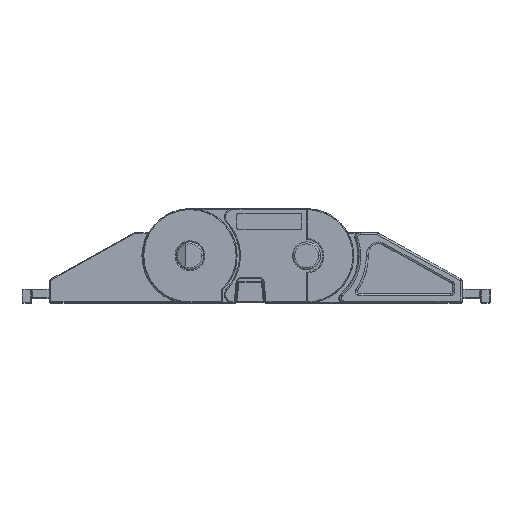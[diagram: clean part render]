
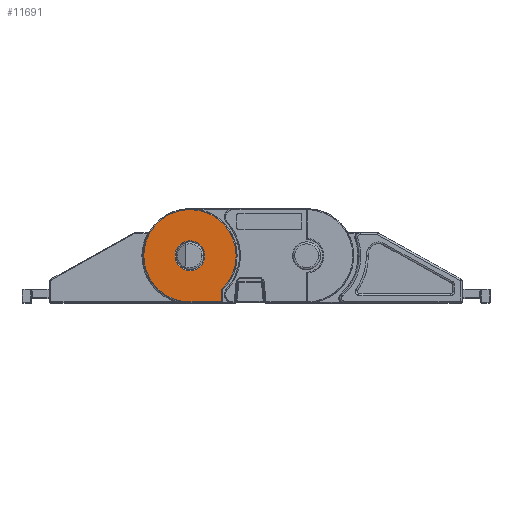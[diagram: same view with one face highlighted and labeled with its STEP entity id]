
A CAD part, top view. The second image highlights one B-rep face of the part: STEP entity #11691.
In plain terms, the highlighted planar face has unit normal (0, 0, 1).
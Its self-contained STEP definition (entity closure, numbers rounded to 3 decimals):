
#274 = VECTOR ( 'NONE', #8049, 1000. ) ;
#750 = DIRECTION ( 'NONE',  ( 0., 0., -1. ) ) ;
#804 = DIRECTION ( 'NONE',  ( 1., 0., 0. ) ) ;
#862 = CIRCLE ( 'NONE', #11433, 3.2 ) ;
#1080 = AXIS2_PLACEMENT_3D ( 'NONE', #23218, #10426, #20874 ) ;
#1242 = EDGE_CURVE ( 'NONE', #5322, #2828, #17759, .T. ) ;
#1277 = CARTESIAN_POINT ( 'NONE',  ( -12.6, 0., 27.9 ) ) ;
#1926 = VERTEX_POINT ( 'NONE', #10628 ) ;
#2166 = ORIENTED_EDGE ( 'NONE', *, *, #5586, .T. ) ;
#2198 = AXIS2_PLACEMENT_3D ( 'NONE', #1277, #17941, #9802 ) ;
#2335 = EDGE_CURVE ( 'NONE', #4424, #13091, #20012, .T. ) ;
#2367 = CARTESIAN_POINT ( 'NONE',  ( -5.8, -7.195, 27.9 ) ) ;
#2828 = VERTEX_POINT ( 'NONE', #12115 ) ;
#3067 = VERTEX_POINT ( 'NONE', #4749 ) ;
#3084 = ORIENTED_EDGE ( 'NONE', *, *, #22780, .T. ) ;
#3739 = CARTESIAN_POINT ( 'NONE',  ( -2.7, 0., 27.9 ) ) ;
#4424 = VERTEX_POINT ( 'NONE', #2367 ) ;
#4749 = CARTESIAN_POINT ( 'NONE',  ( -5.8, -9.9, 27.9 ) ) ;
#4869 = DIRECTION ( 'NONE',  ( 1., 0., 0. ) ) ;
#5322 = VERTEX_POINT ( 'NONE', #12272 ) ;
#5487 = VERTEX_POINT ( 'NONE', #11140 ) ;
#5586 = EDGE_CURVE ( 'NONE', #5487, #1926, #862, .T. ) ;
#5902 = LINE ( 'NONE', #14291, #274 ) ;
#6164 = AXIS2_PLACEMENT_3D ( 'NONE', #8951, #21804, #4869 ) ;
#6380 = EDGE_CURVE ( 'NONE', #2828, #3067, #16524, .T. ) ;
#6884 = EDGE_CURVE ( 'NONE', #13091, #5322, #23829, .T. ) ;
#7762 = ORIENTED_EDGE ( 'NONE', *, *, #2335, .T. ) ;
#8049 = DIRECTION ( 'NONE',  ( 0., 1., 0. ) ) ;
#8361 = DIRECTION ( 'NONE',  ( -1., 0., 0. ) ) ;
#8951 = CARTESIAN_POINT ( 'NONE',  ( -12.6, 0., 27.9 ) ) ;
#9802 = DIRECTION ( 'NONE',  ( 1., 0., 0. ) ) ;
#10403 = DIRECTION ( 'NONE',  ( 0., 0., 1. ) ) ;
#10426 = DIRECTION ( 'NONE',  ( 0., 0., 1. ) ) ;
#10628 = CARTESIAN_POINT ( 'NONE',  ( -15.8, 0., 27.9 ) ) ;
#11140 = CARTESIAN_POINT ( 'NONE',  ( -9.4, 0., 27.9 ) ) ;
#11433 = AXIS2_PLACEMENT_3D ( 'NONE', #15728, #750, #21786 ) ;
#11471 = CARTESIAN_POINT ( 'NONE',  ( -12.6, -9.9, 27.9 ) ) ;
#11606 = AXIS2_PLACEMENT_3D ( 'NONE', #15079, #10403, #8361 ) ;
#11691 = ADVANCED_FACE ( 'NONE', ( #19748, #19090 ), #21315, .T. ) ;
#12115 = CARTESIAN_POINT ( 'NONE',  ( -12.6, -9.9, 27.9 ) ) ;
#12272 = CARTESIAN_POINT ( 'NONE',  ( -22.5, 0., 27.9 ) ) ;
#13014 = EDGE_LOOP ( 'NONE', ( #18093, #7762, #26914, #18377, #23919 ) ) ;
#13091 = VERTEX_POINT ( 'NONE', #3739 ) ;
#14291 = CARTESIAN_POINT ( 'NONE',  ( -5.8, 0., 27.9 ) ) ;
#15079 = CARTESIAN_POINT ( 'NONE',  ( -12.6, 0., 27.9 ) ) ;
#15728 = CARTESIAN_POINT ( 'NONE',  ( -12.6, 0., 27.9 ) ) ;
#15925 = AXIS2_PLACEMENT_3D ( 'NONE', #22761, #20792, #18657 ) ;
#16524 = LINE ( 'NONE', #11471, #19838 ) ;
#17759 = CIRCLE ( 'NONE', #1080, 9.9 ) ;
#17941 = DIRECTION ( 'NONE',  ( 0., 0., -1. ) ) ;
#18093 = ORIENTED_EDGE ( 'NONE', *, *, #27036, .T. ) ;
#18377 = ORIENTED_EDGE ( 'NONE', *, *, #1242, .T. ) ;
#18657 = DIRECTION ( 'NONE',  ( 1., 0., 0. ) ) ;
#19090 = FACE_OUTER_BOUND ( 'NONE', #13014, .T. ) ;
#19748 = FACE_BOUND ( 'NONE', #23594, .T. ) ;
#19838 = VECTOR ( 'NONE', #804, 1000. ) ;
#20012 = CIRCLE ( 'NONE', #15925, 9.9 ) ;
#20792 = DIRECTION ( 'NONE',  ( 0., 0., 1. ) ) ;
#20874 = DIRECTION ( 'NONE',  ( 1., 0., 0. ) ) ;
#21315 = PLANE ( 'NONE',  #11606 ) ;
#21434 = CIRCLE ( 'NONE', #2198, 3.2 ) ;
#21786 = DIRECTION ( 'NONE',  ( 1., 0., 0. ) ) ;
#21804 = DIRECTION ( 'NONE',  ( 0., 0., 1. ) ) ;
#22761 = CARTESIAN_POINT ( 'NONE',  ( -12.6, 0., 27.9 ) ) ;
#22780 = EDGE_CURVE ( 'NONE', #1926, #5487, #21434, .T. ) ;
#23218 = CARTESIAN_POINT ( 'NONE',  ( -12.6, 0., 27.9 ) ) ;
#23594 = EDGE_LOOP ( 'NONE', ( #2166, #3084 ) ) ;
#23829 = CIRCLE ( 'NONE', #6164, 9.9 ) ;
#23919 = ORIENTED_EDGE ( 'NONE', *, *, #6380, .T. ) ;
#26914 = ORIENTED_EDGE ( 'NONE', *, *, #6884, .T. ) ;
#27036 = EDGE_CURVE ( 'NONE', #3067, #4424, #5902, .T. ) ;
